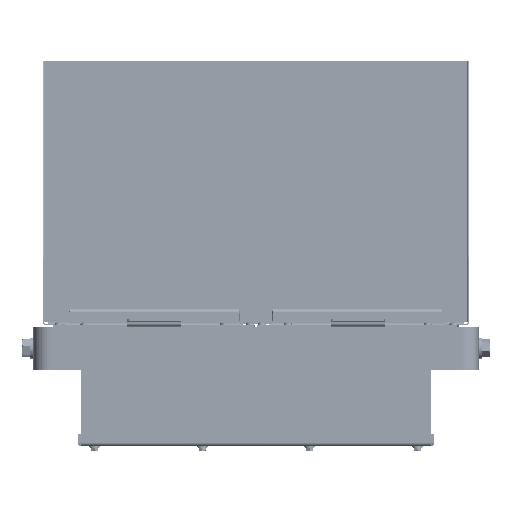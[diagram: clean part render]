
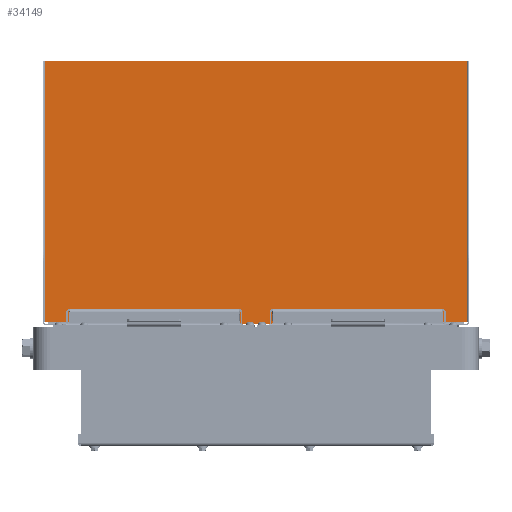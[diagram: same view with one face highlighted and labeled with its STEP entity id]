
A CAD part, front view. The second image highlights one B-rep face of the part: STEP entity #34149.
In plain terms, the highlighted face is planar.
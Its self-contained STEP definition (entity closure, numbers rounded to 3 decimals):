
#3304=PLANE('',#38200);
#5014=FACE_OUTER_BOUND('',#7153,.T.);
#7153=EDGE_LOOP('',(#29545,#29546,#29547,#29548,#29549,#29550,#29551,#29552,
#29553,#29554,#29555,#29556,#29557,#29558));
#9568=LINE('',#59864,#12066);
#9571=LINE('',#59870,#12069);
#9572=LINE('',#59873,#12070);
#9577=LINE('',#59884,#12075);
#9580=LINE('',#59888,#12078);
#9581=LINE('',#59891,#12079);
#9582=LINE('',#59893,#12080);
#9583=LINE('',#59895,#12081);
#9584=LINE('',#59897,#12082);
#9585=LINE('',#59899,#12083);
#9586=LINE('',#59901,#12084);
#9587=LINE('',#59903,#12085);
#9588=LINE('',#59905,#12086);
#9589=LINE('',#59906,#12087);
#12066=VECTOR('',#46907,0.394);
#12069=VECTOR('',#46912,0.394);
#12070=VECTOR('',#46915,0.394);
#12075=VECTOR('',#46922,0.394);
#12078=VECTOR('',#46927,0.394);
#12079=VECTOR('',#46930,0.394);
#12080=VECTOR('',#46931,0.394);
#12081=VECTOR('',#46932,0.394);
#12082=VECTOR('',#46933,0.394);
#12083=VECTOR('',#46934,0.394);
#12084=VECTOR('',#46935,0.394);
#12085=VECTOR('',#46936,0.394);
#12086=VECTOR('',#46937,0.394);
#12087=VECTOR('',#46938,0.394);
#16708=VERTEX_POINT('',#59849);
#16709=VERTEX_POINT('',#59853);
#16712=VERTEX_POINT('',#59868);
#16713=VERTEX_POINT('',#59872);
#16717=VERTEX_POINT('',#59881);
#16718=VERTEX_POINT('',#59883);
#16719=VERTEX_POINT('',#59890);
#16720=VERTEX_POINT('',#59892);
#16721=VERTEX_POINT('',#59894);
#16722=VERTEX_POINT('',#59896);
#16723=VERTEX_POINT('',#59898);
#16724=VERTEX_POINT('',#59900);
#16725=VERTEX_POINT('',#59902);
#16726=VERTEX_POINT('',#59904);
#21111=EDGE_CURVE('',#16709,#16708,#9568,.T.);
#21114=EDGE_CURVE('',#16708,#16712,#9571,.T.);
#21115=EDGE_CURVE('',#16713,#16709,#9572,.T.);
#21120=EDGE_CURVE('',#16718,#16717,#9577,.T.);
#21123=EDGE_CURVE('',#16717,#16713,#9580,.T.);
#21124=EDGE_CURVE('',#16712,#16719,#9581,.T.);
#21125=EDGE_CURVE('',#16719,#16720,#9582,.T.);
#21126=EDGE_CURVE('',#16720,#16721,#9583,.T.);
#21127=EDGE_CURVE('',#16721,#16722,#9584,.T.);
#21128=EDGE_CURVE('',#16722,#16723,#9585,.T.);
#21129=EDGE_CURVE('',#16723,#16724,#9586,.T.);
#21130=EDGE_CURVE('',#16724,#16725,#9587,.T.);
#21131=EDGE_CURVE('',#16725,#16726,#9588,.T.);
#21132=EDGE_CURVE('',#16726,#16718,#9589,.T.);
#29545=ORIENTED_EDGE('',*,*,#21120,.T.);
#29546=ORIENTED_EDGE('',*,*,#21123,.T.);
#29547=ORIENTED_EDGE('',*,*,#21115,.T.);
#29548=ORIENTED_EDGE('',*,*,#21111,.T.);
#29549=ORIENTED_EDGE('',*,*,#21114,.T.);
#29550=ORIENTED_EDGE('',*,*,#21124,.T.);
#29551=ORIENTED_EDGE('',*,*,#21125,.T.);
#29552=ORIENTED_EDGE('',*,*,#21126,.T.);
#29553=ORIENTED_EDGE('',*,*,#21127,.T.);
#29554=ORIENTED_EDGE('',*,*,#21128,.T.);
#29555=ORIENTED_EDGE('',*,*,#21129,.T.);
#29556=ORIENTED_EDGE('',*,*,#21130,.T.);
#29557=ORIENTED_EDGE('',*,*,#21131,.T.);
#29558=ORIENTED_EDGE('',*,*,#21132,.T.);
#34149=ADVANCED_FACE('',(#5014),#3304,.F.);
#38200=AXIS2_PLACEMENT_3D('',#59889,#46928,#46929);
#46907=DIRECTION('',(-1.,0.,0.));
#46912=DIRECTION('',(-1.,0.,0.));
#46915=DIRECTION('',(0.,-1.,0.));
#46922=DIRECTION('',(0.,1.,0.));
#46927=DIRECTION('',(-1.,0.,0.));
#46928=DIRECTION('center_axis',(0.,0.,1.));
#46929=DIRECTION('ref_axis',(1.,0.,0.));
#46930=DIRECTION('',(0.,1.,0.));
#46931=DIRECTION('',(1.,0.,0.));
#46932=DIRECTION('',(0.,-1.,0.));
#46933=DIRECTION('',(-1.,0.,0.));
#46934=DIRECTION('',(-1.,0.,0.));
#46935=DIRECTION('',(0.,1.,0.));
#46936=DIRECTION('',(-1.,0.,0.));
#46937=DIRECTION('',(0.,-1.,0.));
#46938=DIRECTION('',(-1.,0.,0.));
#59849=CARTESIAN_POINT('',(-9.68,-6.035,0.));
#59853=CARTESIAN_POINT('',(-6.58,-6.035,0.));
#59864=CARTESIAN_POINT('',(-3.29,-6.035,0.));
#59868=CARTESIAN_POINT('',(-9.78,-6.035,0.));
#59870=CARTESIAN_POINT('',(-3.29,-6.035,0.));
#59872=CARTESIAN_POINT('',(-6.58,-6.005,0.));
#59873=CARTESIAN_POINT('',(-6.58,-3.003,0.));
#59881=CARTESIAN_POINT('',(-6.52,-6.005,0.));
#59883=CARTESIAN_POINT('',(-6.52,-6.095,0.));
#59884=CARTESIAN_POINT('',(-6.52,-3.048,0.));
#59888=CARTESIAN_POINT('',(-3.26,-6.005,0.));
#59889=CARTESIAN_POINT('Origin',(0.,0.,0.));
#59890=CARTESIAN_POINT('',(-9.78,6.095,0.));
#59891=CARTESIAN_POINT('',(-9.78,3.048,0.));
#59892=CARTESIAN_POINT('',(9.78,6.095,0.));
#59893=CARTESIAN_POINT('',(-9.9,6.095,0.));
#59894=CARTESIAN_POINT('',(9.78,-6.035,0.));
#59895=CARTESIAN_POINT('',(9.78,-3.048,0.));
#59896=CARTESIAN_POINT('',(9.68,-6.035,0.));
#59897=CARTESIAN_POINT('',(3.29,-6.035,0.));
#59898=CARTESIAN_POINT('',(6.58,-6.035,0.));
#59899=CARTESIAN_POINT('',(3.29,-6.035,0.));
#59900=CARTESIAN_POINT('',(6.58,-6.005,0.));
#59901=CARTESIAN_POINT('',(6.58,-3.003,0.));
#59902=CARTESIAN_POINT('',(6.52,-6.005,0.));
#59903=CARTESIAN_POINT('',(3.26,-6.005,0.));
#59904=CARTESIAN_POINT('',(6.52,-6.095,0.));
#59905=CARTESIAN_POINT('',(6.52,-3.048,0.));
#59906=CARTESIAN_POINT('',(9.9,-6.095,0.));
